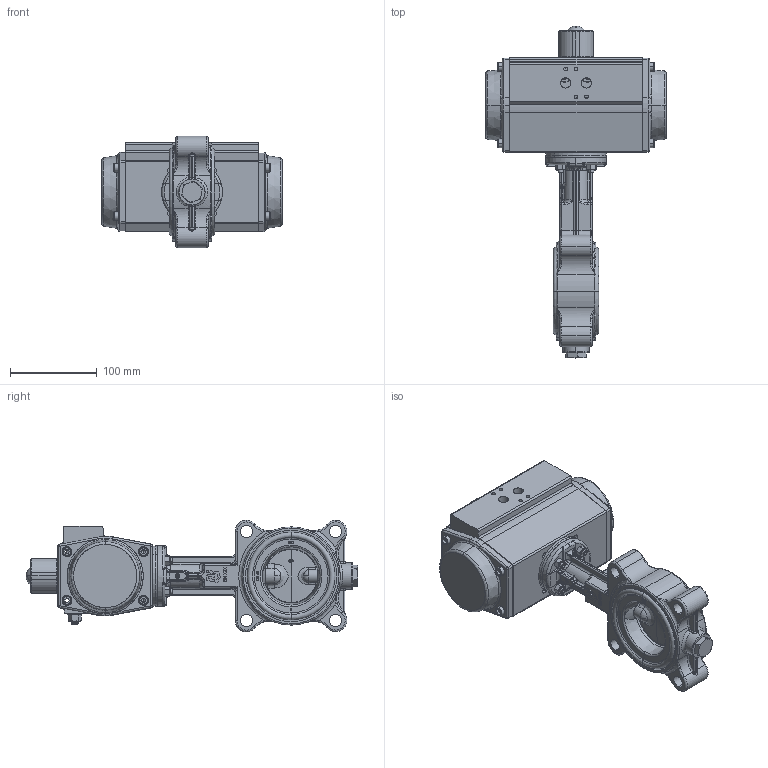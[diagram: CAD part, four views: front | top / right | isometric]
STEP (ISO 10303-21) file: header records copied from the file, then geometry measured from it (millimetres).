
FILE_DESCRIPTION (( 'STEP AP203' ), '1' );
FILE_NAME ('AK02_DN65_pneu._GS.STEP', '2022-11-04T08:04:05', ( '' ), ( '' ), 'SwSTEP 2.0', 'SolidWorks 2021', '' );
FILE_SCHEMA (( 'CONFIG_CONTROL_DESIGN' ));
Length unit declared in the file: metre
Products named in the file (1): AK02_DN65_pneu._GS
Bounding box: 208 x 382.15 x 128.53 mm (x, y, z)
Surface area: 210925.2 mm2 (no closed solid volume)
Topology: 0 solids, 393 shells, 1198 faces, 4324 edges, 3417 vertices
Faces by surface type: plane 401, cylinder 322, bspline 246, torus 116, cone 99, sphere 14
Entity records: 74775 total; most frequent: CARTESIAN_POINT 40941, DIRECTION 6371, ORIENTED_EDGE 6060, EDGE_CURVE 4274, VERTEX_POINT 3417, AXIS2_PLACEMENT_3D 2286, VECTOR 1799, LINE 1799
